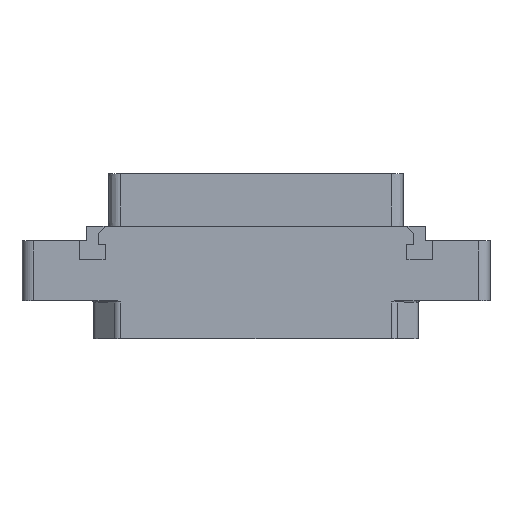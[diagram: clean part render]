
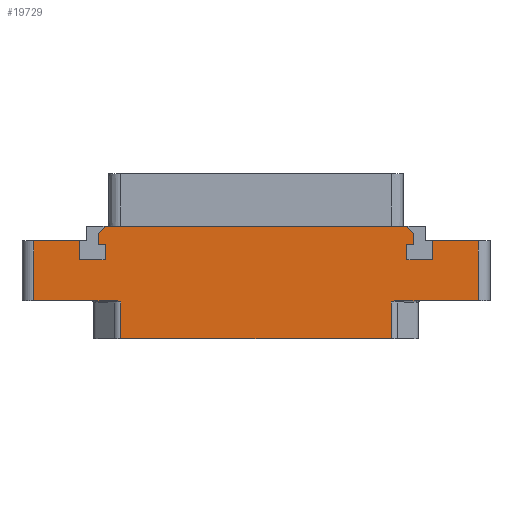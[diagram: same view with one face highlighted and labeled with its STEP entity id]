
A CAD part, top view. The second image highlights one B-rep face of the part: STEP entity #19729.
In plain terms, the highlighted planar face has unit normal (0, 0, 1).
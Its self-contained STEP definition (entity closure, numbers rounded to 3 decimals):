
#1=DIRECTION('',(1.,0.,0.));
#2=VECTOR('',#1,7.8);
#3=CARTESIAN_POINT('',(-38.,10.25,7.));
#4=LINE('',#3,#2);
#5=DIRECTION('',(0.,-1.,0.));
#6=VECTOR('',#5,3.2);
#7=CARTESIAN_POINT('',(-30.2,10.25,7.));
#8=LINE('',#7,#6);
#9=DIRECTION('',(1.,0.,0.));
#10=VECTOR('',#9,4.4);
#11=CARTESIAN_POINT('',(-30.2,7.05,7.));
#12=LINE('',#11,#10);
#13=DIRECTION('',(0.,1.,0.));
#14=VECTOR('',#13,2.6);
#15=CARTESIAN_POINT('',(-25.8,7.05,7.));
#16=LINE('',#15,#14);
#17=DIRECTION('',(-1.,0.,0.));
#18=VECTOR('',#17,1.2);
#19=CARTESIAN_POINT('',(-25.8,9.65,7.));
#20=LINE('',#19,#18);
#21=DIRECTION('',(0.,-1.,0.));
#22=VECTOR('',#21,1.9);
#23=CARTESIAN_POINT('',(-27.,11.55,7.));
#24=LINE('',#23,#22);
#25=DIRECTION('',(1.,0.,0.));
#26=VECTOR('',#25,51.6);
#27=CARTESIAN_POINT('',(-25.8,12.75,7.));
#28=LINE('',#27,#26);
#29=DIRECTION('',(0.,-1.,0.));
#30=VECTOR('',#29,1.9);
#31=CARTESIAN_POINT('',(27.,11.55,7.));
#32=LINE('',#31,#30);
#33=DIRECTION('',(-1.,0.,0.));
#34=VECTOR('',#33,1.2);
#35=CARTESIAN_POINT('',(27.,9.65,7.));
#36=LINE('',#35,#34);
#37=DIRECTION('',(0.,-1.,0.));
#38=VECTOR('',#37,2.6);
#39=CARTESIAN_POINT('',(25.8,9.65,7.));
#40=LINE('',#39,#38);
#41=DIRECTION('',(1.,0.,0.));
#42=VECTOR('',#41,4.4);
#43=CARTESIAN_POINT('',(25.8,7.05,7.));
#44=LINE('',#43,#42);
#45=DIRECTION('',(0.,1.,0.));
#46=VECTOR('',#45,3.2);
#47=CARTESIAN_POINT('',(30.2,7.05,7.));
#48=LINE('',#47,#46);
#49=DIRECTION('',(1.,0.,0.));
#50=VECTOR('',#49,7.8);
#51=CARTESIAN_POINT('',(30.2,10.25,7.));
#52=LINE('',#51,#50);
#53=DIRECTION('',(1.,0.,0.));
#54=VECTOR('',#53,14.082);
#55=CARTESIAN_POINT('',(23.918,0.,7.));
#56=LINE('',#55,#54);
#87=CARTESIAN_POINT('',(23.118,-0.2,7.));
#88=CARTESIAN_POINT('',(23.193,-0.173,7.));
#89=CARTESIAN_POINT('',(23.338,-0.12,7.));
#90=CARTESIAN_POINT('',(23.544,-0.055,7.));
#91=CARTESIAN_POINT('',(23.739,-0.011,7.));
#92=CARTESIAN_POINT('',(23.86,0.,7.));
#93=CARTESIAN_POINT('',(23.918,0.,7.));
#109=DIRECTION('',(0.,1.,0.));
#110=VECTOR('',#109,6.3);
#111=CARTESIAN_POINT('',(23.118,-6.5,7.));
#112=LINE('',#111,#110);
#1012=DIRECTION('',(0.,1.,0.));
#1013=VECTOR('',#1012,10.25);
#1014=CARTESIAN_POINT('',(38.,0.,7.));
#1015=LINE('',#1014,#1013);
#1058=DIRECTION('',(0.707,-0.707,0.));
#1059=VECTOR('',#1058,1.697);
#1060=CARTESIAN_POINT('',(25.8,12.75,7.));
#1061=LINE('',#1060,#1059);
#1252=DIRECTION('',(-0.707,-0.707,0.));
#1253=VECTOR('',#1252,1.697);
#1254=CARTESIAN_POINT('',(-25.8,12.75,7.));
#1255=LINE('',#1254,#1253);
#1812=DIRECTION('',(0.,-1.,0.));
#1813=VECTOR('',#1812,10.25);
#1814=CARTESIAN_POINT('',(-38.,10.25,7.));
#1815=LINE('',#1814,#1813);
#1847=DIRECTION('',(1.,0.,0.));
#1848=VECTOR('',#1847,14.082);
#1849=CARTESIAN_POINT('',(-38.,0.,7.));
#1850=LINE('',#1849,#1848);
#1951=CARTESIAN_POINT('',(-23.918,0.,7.));
#1952=CARTESIAN_POINT('',(-23.86,0.,7.));
#1953=CARTESIAN_POINT('',(-23.739,-0.011,7.));
#1954=CARTESIAN_POINT('',(-23.544,-0.055,7.));
#1955=CARTESIAN_POINT('',(-23.338,-0.12,7.));
#1956=CARTESIAN_POINT('',(-23.193,-0.173,7.));
#1957=CARTESIAN_POINT('',(-23.118,-0.2,7.));
#1959=DIRECTION('',(0.,1.,0.));
#1960=VECTOR('',#1959,6.3);
#1961=CARTESIAN_POINT('',(-23.118,-6.5,7.));
#1962=LINE('',#1961,#1960);
#1984=DIRECTION('',(-1.,0.,0.));
#1985=VECTOR('',#1984,46.236);
#1986=CARTESIAN_POINT('',(23.118,-6.5,7.));
#1987=LINE('',#1986,#1985);
#15215=CARTESIAN_POINT('',(-30.2,10.25,7.));
#15216=CARTESIAN_POINT('',(-30.2,7.05,7.));
#15217=VERTEX_POINT('',#15215);
#15218=VERTEX_POINT('',#15216);
#15219=CARTESIAN_POINT('',(-25.8,7.05,7.));
#15220=VERTEX_POINT('',#15219);
#15221=CARTESIAN_POINT('',(-25.8,9.65,7.));
#15222=VERTEX_POINT('',#15221);
#15223=CARTESIAN_POINT('',(-27.,9.65,7.));
#15224=VERTEX_POINT('',#15223);
#15225=CARTESIAN_POINT('',(27.,9.65,7.));
#15226=CARTESIAN_POINT('',(25.8,9.65,7.));
#15227=VERTEX_POINT('',#15225);
#15228=VERTEX_POINT('',#15226);
#15229=CARTESIAN_POINT('',(25.8,7.05,7.));
#15230=VERTEX_POINT('',#15229);
#15231=CARTESIAN_POINT('',(30.2,7.05,7.));
#15232=VERTEX_POINT('',#15231);
#15233=CARTESIAN_POINT('',(30.2,10.25,7.));
#15234=VERTEX_POINT('',#15233);
#15239=CARTESIAN_POINT('',(-25.8,12.75,7.));
#15241=VERTEX_POINT('',#15239);
#15243=CARTESIAN_POINT('',(-27.,11.55,7.));
#15245=VERTEX_POINT('',#15243);
#15247=CARTESIAN_POINT('',(25.8,12.75,7.));
#15249=VERTEX_POINT('',#15247);
#15251=CARTESIAN_POINT('',(27.,11.55,7.));
#15253=VERTEX_POINT('',#15251);
#15343=CARTESIAN_POINT('',(38.,0.,7.));
#15344=CARTESIAN_POINT('',(38.,10.25,7.));
#15345=VERTEX_POINT('',#15343);
#15346=VERTEX_POINT('',#15344);
#15351=CARTESIAN_POINT('',(-38.,10.25,7.));
#15352=CARTESIAN_POINT('',(-38.,0.,7.));
#15353=VERTEX_POINT('',#15351);
#15354=VERTEX_POINT('',#15352);
#15560=CARTESIAN_POINT('',(23.118,-6.5,7.));
#15562=VERTEX_POINT('',#15560);
#15563=CARTESIAN_POINT('',(-23.118,-6.5,7.));
#15565=VERTEX_POINT('',#15563);
#15627=CARTESIAN_POINT('',(-23.118,-0.2,7.));
#15628=VERTEX_POINT('',#15627);
#15629=CARTESIAN_POINT('',(-23.918,0.,7.));
#15630=VERTEX_POINT('',#15629);
#15631=CARTESIAN_POINT('',(23.118,-0.2,7.));
#15633=VERTEX_POINT('',#15631);
#15635=CARTESIAN_POINT('',(23.918,0.,7.));
#15637=VERTEX_POINT('',#15635);
#19674=CARTESIAN_POINT('',(0.,0.,7.));
#19675=DIRECTION('',(0.,0.,-1.));
#19676=DIRECTION('',(-1.,0.,0.));
#19677=AXIS2_PLACEMENT_3D('',#19674,#19675,#19676);
#19678=PLANE('',#19677);
#19680=ORIENTED_EDGE('',*,*,#19679,.F.);
#19682=ORIENTED_EDGE('',*,*,#19681,.F.);
#19684=ORIENTED_EDGE('',*,*,#19683,.F.);
#19686=ORIENTED_EDGE('',*,*,#19685,.T.);
#19688=ORIENTED_EDGE('',*,*,#19687,.T.);
#19690=ORIENTED_EDGE('',*,*,#19689,.F.);
#19692=ORIENTED_EDGE('',*,*,#19691,.F.);
#19694=ORIENTED_EDGE('',*,*,#19693,.F.);
#19696=ORIENTED_EDGE('',*,*,#19695,.T.);
#19698=ORIENTED_EDGE('',*,*,#19697,.T.);
#19700=ORIENTED_EDGE('',*,*,#19699,.T.);
#19702=ORIENTED_EDGE('',*,*,#19701,.T.);
#19704=ORIENTED_EDGE('',*,*,#19703,.T.);
#19706=ORIENTED_EDGE('',*,*,#19705,.F.);
#19708=ORIENTED_EDGE('',*,*,#19707,.F.);
#19710=ORIENTED_EDGE('',*,*,#19709,.T.);
#19712=ORIENTED_EDGE('',*,*,#19711,.T.);
#19714=ORIENTED_EDGE('',*,*,#19713,.T.);
#19716=ORIENTED_EDGE('',*,*,#19715,.T.);
#19718=ORIENTED_EDGE('',*,*,#19717,.T.);
#19720=ORIENTED_EDGE('',*,*,#19719,.T.);
#19722=ORIENTED_EDGE('',*,*,#19721,.T.);
#19724=ORIENTED_EDGE('',*,*,#19723,.T.);
#19726=ORIENTED_EDGE('',*,*,#19725,.F.);
#19727=EDGE_LOOP('',(#19680,#19682,#19684,#19686,#19688,#19690,#19692,#19694,
#19696,#19698,#19700,#19702,#19704,#19706,#19708,#19710,#19712,#19714,#19716,
#19718,#19720,#19722,#19724,#19726));
#19728=FACE_OUTER_BOUND('',#19727,.F.);
#19729=ADVANCED_FACE('',(#19728),#19678,.F.);
#94=B_SPLINE_CURVE_WITH_KNOTS('',3,(#87,#88,#89,#90,#91,#92,#93),.UNSPECIFIED.,
.F.,.F.,(4,1,1,1,4),(0.,0.25,0.5,0.75,1.),.UNSPECIFIED.);
#1958=B_SPLINE_CURVE_WITH_KNOTS('',3,(#1951,#1952,#1953,#1954,#1955,#1956,
#1957),.UNSPECIFIED.,.F.,.F.,(4,1,1,1,4),(0.,0.25,0.5,0.75,1.),
.UNSPECIFIED.);
#19679=EDGE_CURVE('',#15637,#15345,#56,.T.);
#19681=EDGE_CURVE('',#15633,#15637,#94,.T.);
#19683=EDGE_CURVE('',#15562,#15633,#112,.T.);
#19685=EDGE_CURVE('',#15562,#15565,#1987,.T.);
#19687=EDGE_CURVE('',#15565,#15628,#1962,.T.);
#19689=EDGE_CURVE('',#15630,#15628,#1958,.T.);
#19691=EDGE_CURVE('',#15354,#15630,#1850,.T.);
#19693=EDGE_CURVE('',#15353,#15354,#1815,.T.);
#19695=EDGE_CURVE('',#15353,#15217,#4,.T.);
#19697=EDGE_CURVE('',#15217,#15218,#8,.T.);
#19699=EDGE_CURVE('',#15218,#15220,#12,.T.);
#19701=EDGE_CURVE('',#15220,#15222,#16,.T.);
#19703=EDGE_CURVE('',#15222,#15224,#20,.T.);
#19705=EDGE_CURVE('',#15245,#15224,#24,.T.);
#19707=EDGE_CURVE('',#15241,#15245,#1255,.T.);
#19709=EDGE_CURVE('',#15241,#15249,#28,.T.);
#19711=EDGE_CURVE('',#15249,#15253,#1061,.T.);
#19713=EDGE_CURVE('',#15253,#15227,#32,.T.);
#19715=EDGE_CURVE('',#15227,#15228,#36,.T.);
#19717=EDGE_CURVE('',#15228,#15230,#40,.T.);
#19719=EDGE_CURVE('',#15230,#15232,#44,.T.);
#19721=EDGE_CURVE('',#15232,#15234,#48,.T.);
#19723=EDGE_CURVE('',#15234,#15346,#52,.T.);
#19725=EDGE_CURVE('',#15345,#15346,#1015,.T.);
